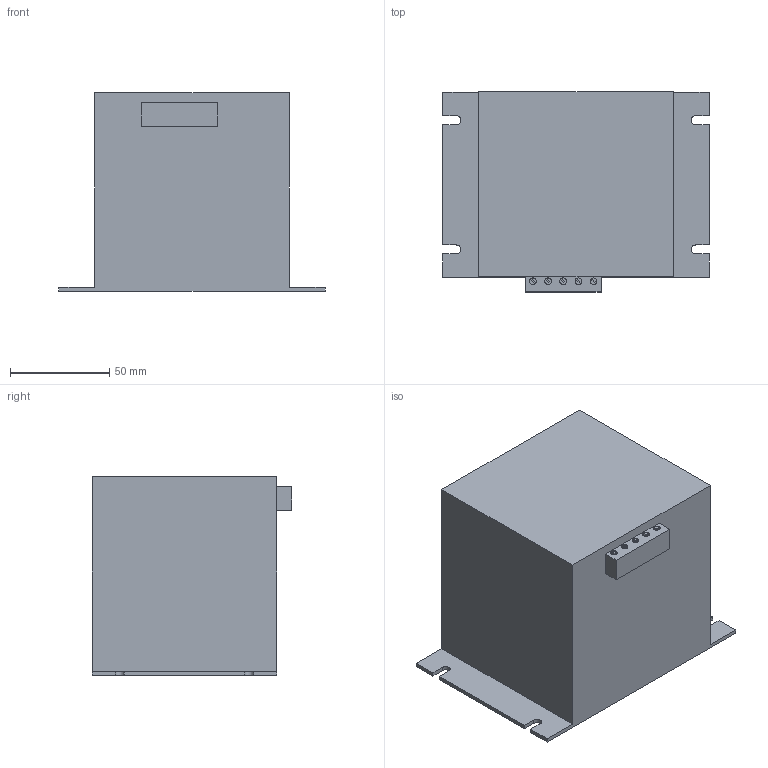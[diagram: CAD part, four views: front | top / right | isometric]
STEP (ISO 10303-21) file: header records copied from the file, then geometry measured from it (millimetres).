
FILE_DESCRIPTION((''),'2;1');
FILE_NAME('3d_31BCE2V524.stp','2012-10-10T13:53:50',(''),(''),'Mechanical Desktop 2011','Mechanical Desktop 2011',', , ');
FILE_SCHEMA(('CONFIG_CONTROL_DESIGN'));
Length unit declared in the file: millimetre
Products named in the file (1): Product
Bounding box: 134 x 100.57 x 100 mm (x, y, z)
Volume: 921228.6 mm3; surface area: 64793.6 mm2
Topology: 2 solids, 2 shells, 67 faces, 235 edges, 223 vertices
Faces by surface type: plane 53, cylinder 14
Entity records: 2540 total; most frequent: CARTESIAN_POINT 495, DIRECTION 426, ORIENTED_EDGE 358, EDGE_CURVE 179, VECTOR 170, LINE 170, AXIS2_PLACEMENT_3D 128, VERTEX_POINT 121
